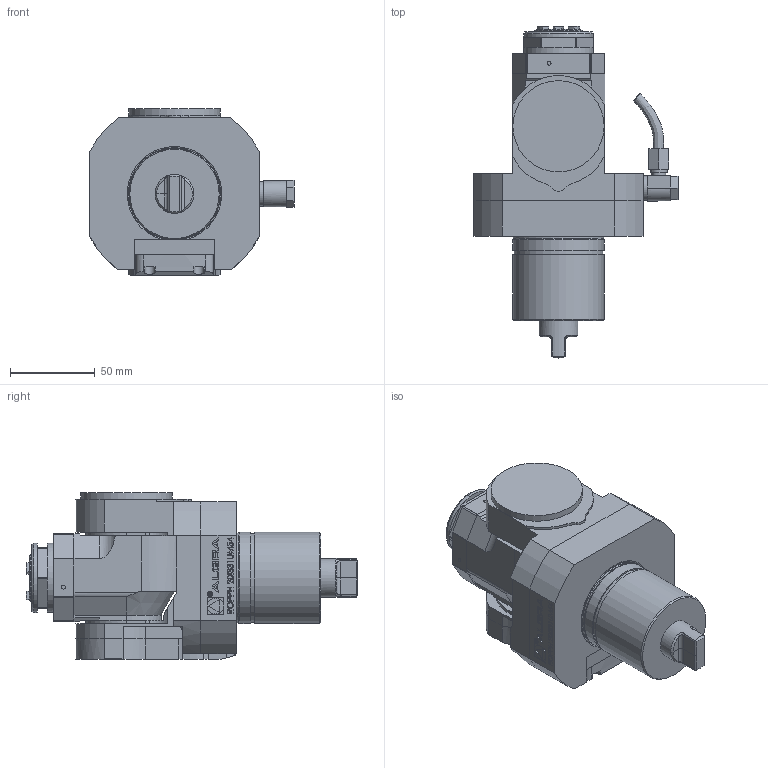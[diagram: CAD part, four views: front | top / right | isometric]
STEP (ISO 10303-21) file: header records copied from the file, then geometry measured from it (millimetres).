
FILE_DESCRIPTION (( 'STEP AP214' ), '1' );
FILE_NAME ('ROPPH20I331UM54.STEP', '2025-03-12T15:01:11', ( '' ), ( '' ), 'SwSTEP 2.0', 'SolidWorks 2023', '' );
FILE_SCHEMA (( 'AUTOMOTIVE_DESIGN' ));
Length unit declared in the file: millimetre
Products named in the file (1): ROPPH20I331UM54
Bounding box: 120.7 x 196.38 x 98.75 mm (x, y, z)
Volume: 778527.1 mm3; surface area: 104000.2 mm2
Topology: 6 solids, 7 shells, 670 faces, 1748 edges, 1148 vertices
Faces by surface type: plane 410, cylinder 140, bspline 101, cone 17, torus 2
Full cylindrical faces by diameter (mm): 2.55 x1, 3.15 x1, 8.2 x1, 9.55 x1, 9.8 x2, 14.5 x1, 16 x1, 23 x1, 28 x1, 41 x1, 52.437 x1, 53.6 x1, 54 x3
Entity records: 30779 total; most frequent: CARTESIAN_POINT 11562, ORIENTED_EDGE 3424, DIRECTION 2911, EDGE_CURVE 1712, VERTEX_POINT 1138, VECTOR 1129, LINE 1129, AXIS2_PLACEMENT_3D 891
